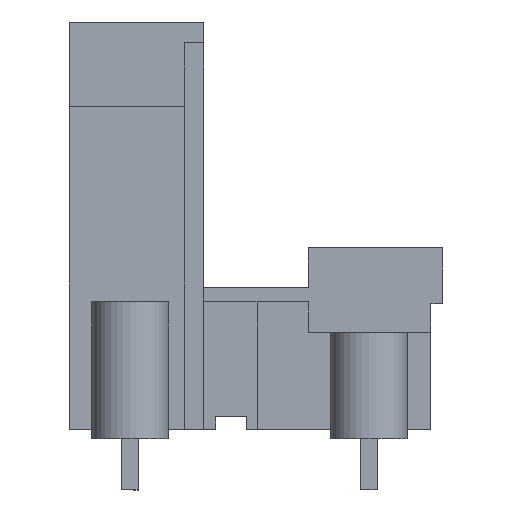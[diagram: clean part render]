
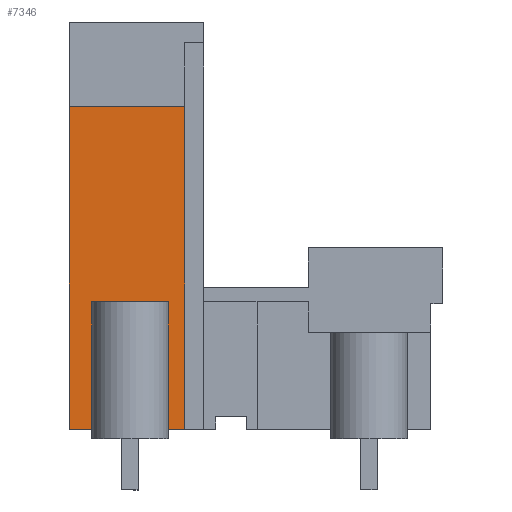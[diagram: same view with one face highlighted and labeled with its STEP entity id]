
A CAD part, left-side view. The second image highlights one B-rep face of the part: STEP entity #7346.
In plain terms, the highlighted planar face has unit normal (-1, 0, 0).
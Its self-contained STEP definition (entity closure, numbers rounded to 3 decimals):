
#7301=AXIS2_PLACEMENT_3D('Plane Axis2P3D',#7298,#7299,#7300) ;
#1939=CARTESIAN_POINT('Line Origine',(3.761,23.43,13.93)) ;
#1943=CARTESIAN_POINT('Vertex',(3.761,23.43,3.8)) ;
#1945=CARTESIAN_POINT('Vertex',(3.761,23.43,24.06)) ;
#2192=CARTESIAN_POINT('Line Origine',(3.761,19.815,24.06)) ;
#2196=CARTESIAN_POINT('Vertex',(3.76,16.2,24.06)) ;
#2231=CARTESIAN_POINT('Line Origine',(3.76,16.2,13.93)) ;
#2235=CARTESIAN_POINT('Vertex',(3.76,16.2,3.8)) ;
#7298=CARTESIAN_POINT('Axis2P3D Location',(3.761,23.43,3.2)) ;
#7303=CARTESIAN_POINT('Line Origine',(3.761,22.73,3.8)) ;
#7307=CARTESIAN_POINT('Vertex',(3.761,22.03,3.8)) ;
#7310=CARTESIAN_POINT('Line Origine',(3.761,22.03,7.8)) ;
#7314=CARTESIAN_POINT('Vertex',(3.761,22.03,11.8)) ;
#7317=CARTESIAN_POINT('Line Origine',(3.761,19.63,11.8)) ;
#7321=CARTESIAN_POINT('Vertex',(3.761,17.23,11.8)) ;
#7324=CARTESIAN_POINT('Line Origine',(3.761,17.23,7.8)) ;
#7328=CARTESIAN_POINT('Vertex',(3.761,17.23,3.8)) ;
#7331=CARTESIAN_POINT('Line Origine',(3.761,16.715,3.8)) ;
#1940=DIRECTION('Vector Direction',(0.,0.,1.)) ;
#2193=DIRECTION('Vector Direction',(0.,-1.,0.)) ;
#2232=DIRECTION('Vector Direction',(0.,0.,1.)) ;
#7299=DIRECTION('Axis2P3D Direction',(-1.,0.,0.)) ;
#7300=DIRECTION('Axis2P3D XDirection',(0.,-1.,0.)) ;
#7304=DIRECTION('Vector Direction',(0.,-1.,0.)) ;
#7311=DIRECTION('Vector Direction',(0.,0.,1.)) ;
#7318=DIRECTION('Vector Direction',(0.,-1.,0.)) ;
#7325=DIRECTION('Vector Direction',(0.,0.,1.)) ;
#7332=DIRECTION('Vector Direction',(0.,-1.,0.)) ;
#1941=VECTOR('Line Direction',#1940,1.) ;
#2194=VECTOR('Line Direction',#2193,1.) ;
#2233=VECTOR('Line Direction',#2232,1.) ;
#7305=VECTOR('Line Direction',#7304,1.) ;
#7312=VECTOR('Line Direction',#7311,1.) ;
#7319=VECTOR('Line Direction',#7318,1.) ;
#7326=VECTOR('Line Direction',#7325,1.) ;
#7333=VECTOR('Line Direction',#7332,1.) ;
#7337=ORIENTED_EDGE('',*,*,#2237,.T.) ;
#7338=ORIENTED_EDGE('',*,*,#2198,.F.) ;
#7339=ORIENTED_EDGE('',*,*,#1947,.F.) ;
#7340=ORIENTED_EDGE('',*,*,#7309,.T.) ;
#7341=ORIENTED_EDGE('',*,*,#7316,.T.) ;
#7342=ORIENTED_EDGE('',*,*,#7323,.T.) ;
#7343=ORIENTED_EDGE('',*,*,#7330,.F.) ;
#7344=ORIENTED_EDGE('',*,*,#7335,.T.) ;
#7346=ADVANCED_FACE('HOUSING',(#7345),#7302,.T.) ;
#1947=EDGE_CURVE('',#1944,#1946,#1942,.T.) ;
#2198=EDGE_CURVE('',#1946,#2197,#2195,.T.) ;
#2237=EDGE_CURVE('',#2236,#2197,#2234,.T.) ;
#7309=EDGE_CURVE('',#1944,#7308,#7306,.T.) ;
#7316=EDGE_CURVE('',#7308,#7315,#7313,.T.) ;
#7323=EDGE_CURVE('',#7315,#7322,#7320,.T.) ;
#7330=EDGE_CURVE('',#7329,#7322,#7327,.T.) ;
#7335=EDGE_CURVE('',#7329,#2236,#7334,.T.) ;
#7336=EDGE_LOOP('',(#7337,#7338,#7339,#7340,#7341,#7342,#7343,#7344)) ;
#7345=FACE_OUTER_BOUND('',#7336,.T.) ;
#1942=LINE('Line',#1939,#1941) ;
#2195=LINE('Line',#2192,#2194) ;
#2234=LINE('Line',#2231,#2233) ;
#7306=LINE('Line',#7303,#7305) ;
#7313=LINE('Line',#7310,#7312) ;
#7320=LINE('Line',#7317,#7319) ;
#7327=LINE('Line',#7324,#7326) ;
#7334=LINE('Line',#7331,#7333) ;
#7302=PLANE('',#7301) ;
#1944=VERTEX_POINT('',#1943) ;
#1946=VERTEX_POINT('',#1945) ;
#2197=VERTEX_POINT('',#2196) ;
#2236=VERTEX_POINT('',#2235) ;
#7308=VERTEX_POINT('',#7307) ;
#7315=VERTEX_POINT('',#7314) ;
#7322=VERTEX_POINT('',#7321) ;
#7329=VERTEX_POINT('',#7328) ;
